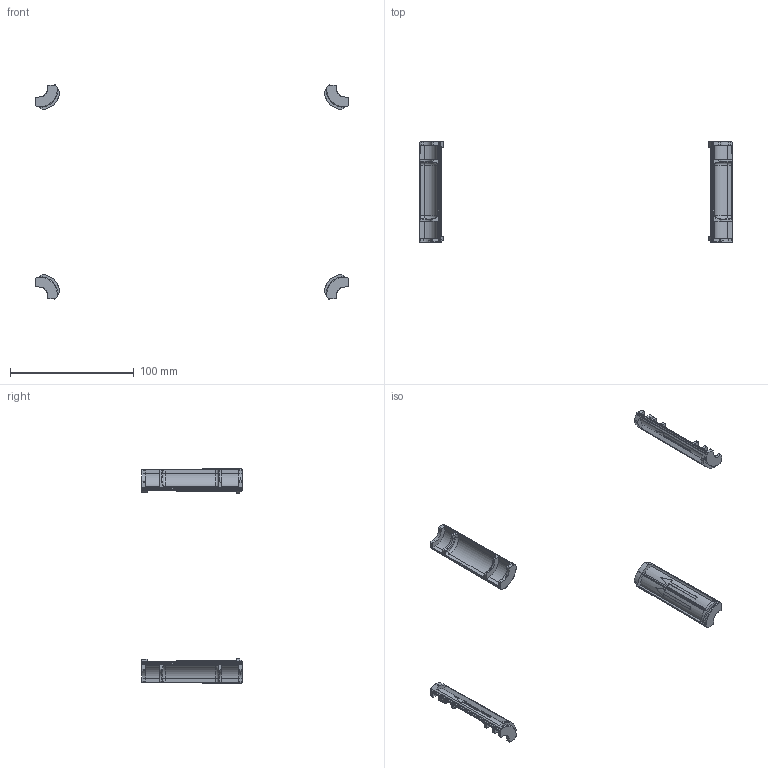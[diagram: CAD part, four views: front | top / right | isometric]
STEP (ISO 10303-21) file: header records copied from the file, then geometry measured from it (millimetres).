
FILE_DESCRIPTION(/* description */ (''),/* implementation_level */ '2;1');
FILE_NAME(/* name */ 'MYND Print parts Rubber inserts',/* time_stamp */ '2024-10-09T14:38:50+02:00',/* author */ (''),/* organization */ (''),/* preprocessor_version */ 'ST-DEVELOPER v19.2',/* originating_system */ 'Rhino 8.2',/* authorisation */ '');
FILE_SCHEMA (('CONFIG_CONTROL_DESIGN'));
Length unit declared in the file: millimetre
Products named in the file (1): Document
Bounding box: 253.07 x 81 x 173.07 mm (x, y, z)
Volume: 26236.3 mm3; surface area: 25224.6 mm2
Topology: 4 solids, 4 shells, 536 faces, 1428 edges, 868 vertices
Faces by surface type: plane 208, cylinder 172, bspline 156
Entity records: 27968 total; most frequent: CARTESIAN_POINT 17054, ORIENTED_EDGE 2736, EDGE_CURVE 1368, DIRECTION 1216, B_SPLINE_CURVE_WITH_KNOTS 952, VERTEX_POINT 868, AXIS2_PLACEMENT_3D 798, EDGE_LOOP 564
